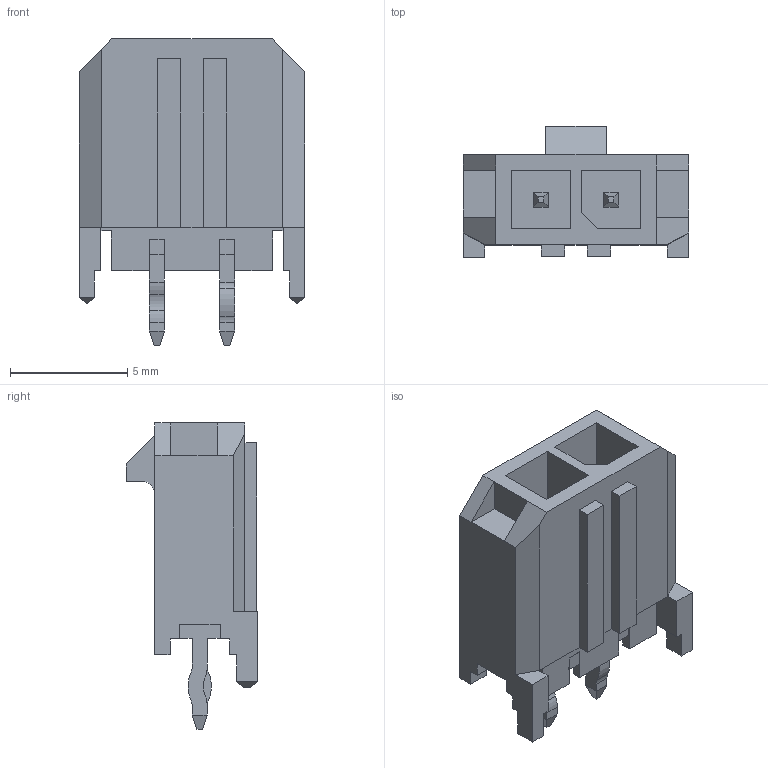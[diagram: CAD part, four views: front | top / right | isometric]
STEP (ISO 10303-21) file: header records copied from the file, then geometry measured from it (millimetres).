
FILE_DESCRIPTION(/* description */ (''),/* implementation_level */ '2;1');
FILE_NAME(/* name */ '436500215.stp',/* time_stamp */ '2019-10-19T17:24:04+02:00',/* author */ ('Thartarus'),/* organization */ (''),/* preprocessor_version */ 'ST-DEVELOPER v17',/* originating_system */ 'Autodesk Inventor 2019',/* authorisation */ '');
FILE_SCHEMA (('AUTOMOTIVE_DESIGN { 1 0 10303 214 3 1 1 }'));
Length unit declared in the file: millimetre
Products named in the file (1): 436500215
Bounding box: 9.65 x 5.61 x 13.08 mm (x, y, z)
Volume: 259.1 mm3; surface area: 585.2 mm2
Topology: 2 solids, 2 shells, 196 faces, 519 edges, 332 vertices
Faces by surface type: plane 183, cylinder 13
Entity records: 6161 total; most frequent: CARTESIAN_POINT 1048, ORIENTED_EDGE 1038, DIRECTION 939, EDGE_CURVE 519, LINE 493, VECTOR 493, VERTEX_POINT 332, AXIS2_PLACEMENT_3D 223
